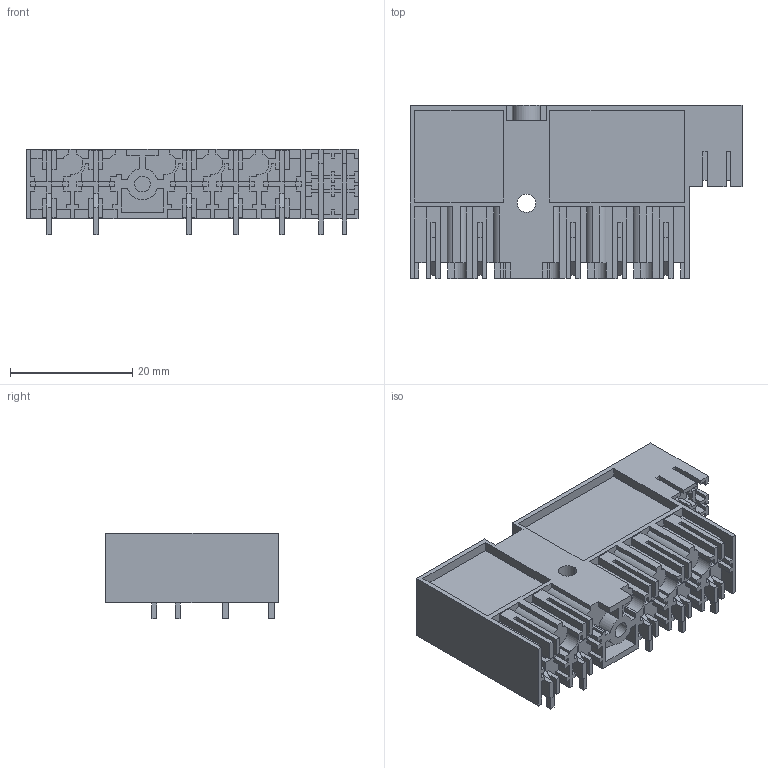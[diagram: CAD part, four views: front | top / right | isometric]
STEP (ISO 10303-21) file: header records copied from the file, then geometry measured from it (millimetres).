
FILE_DESCRIPTION(('CATIA V5 STEP Exchange','CAx-IF Rec.Pracs.--- Model Styling and Organization---1.5--- 2016-08-15','CAx-IF Rec.Pracs.---Supplemental Geometry---1.0---2011-11-01','CAx-IF Rec.Pracs.--- Composite Materials ---1.1---2010-07-15'),'2;1');
FILE_NAME ('147930-1_2', '2024-10-16T12:47:37+00:00', ('none'), ('Weidmueller'), 'CATIA Version 5-6 Release 2022 SP4 HF5', 'CATIA V5 STEP AP214 v3', 'none');
FILE_SCHEMA(('AUTOMOTIVE_DESIGN { 1 0 10303 214 1 1 1 1 }'));
Length unit declared in the file: millimetre
Products named in the file (1): 2529660000
Bounding box: 54.31 x 28.3 x 14 mm (x, y, z)
Volume: 8414.4 mm3; surface area: 11338.1 mm2
Topology: 1 solids, 1 shells, 853 faces, 2500 edges, 1659 vertices
Faces by surface type: plane 808, cylinder 37, cone 8
Entity records: 26578 total; most frequent: ORIENTED_EDGE 5000, CARTESIAN_POINT 4744, DIRECTION 3423, EDGE_CURVE 2500, VECTOR 2378, LINE 2378, VERTEX_POINT 1659, EDGE_LOOP 885
